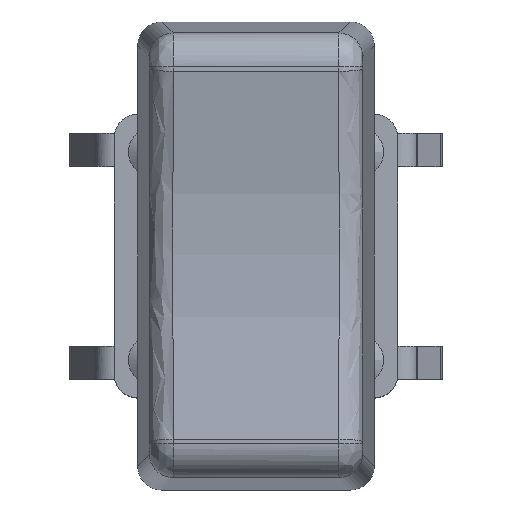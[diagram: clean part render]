
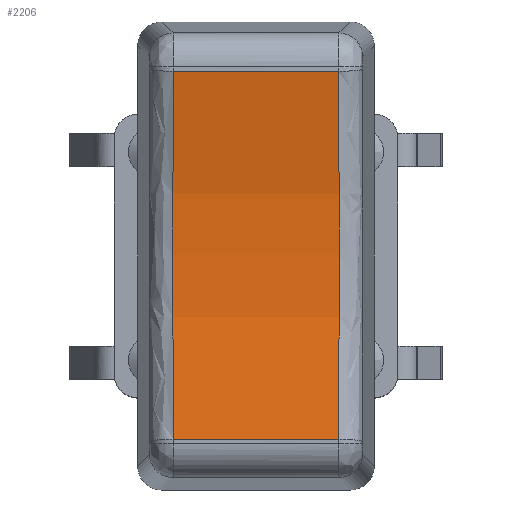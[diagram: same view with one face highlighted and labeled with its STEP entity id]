
A CAD part, top view. The second image highlights one B-rep face of the part: STEP entity #2206.
In plain terms, the highlighted cylindrical face has radius 20 mm (diameter 40 mm), a partial arc.
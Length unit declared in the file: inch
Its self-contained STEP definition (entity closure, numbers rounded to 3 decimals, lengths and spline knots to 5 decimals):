
#1649=CARTESIAN_POINT('',(-0.06879,-0.15321,0.52047));
#1650=VERTEX_POINT('',#1649);
#1651=CARTESIAN_POINT('',(-0.06879,0.15321,0.52047));
#1652=VERTEX_POINT('',#1651);
#1653=CARTESIAN_POINT('',(-0.04529,0.0,1.29282));
#1654=DIRECTION('',(1.,0.,-0.03));
#1655=DIRECTION('',(-0.03,0.,-1.));
#1656=AXIS2_PLACEMENT_3D('',#1653,#1654,#1655);
#1657=ELLIPSE('',#1656,0.78777,0.7874);
#1658=EDGE_CURVE('',#1650,#1652,#1657,.T.);
#1970=CARTESIAN_POINT('',(0.06879,0.15321,0.52047));
#1971=VERTEX_POINT('',#1970);
#1972=CARTESIAN_POINT('',(0.06879,-0.15321,0.52047));
#1973=VERTEX_POINT('',#1972);
#1974=CARTESIAN_POINT('',(0.04529,0.0,1.29282));
#1975=DIRECTION('',(-1.,0.,-0.03));
#1976=DIRECTION('',(0.03,0.,-1.));
#1977=AXIS2_PLACEMENT_3D('',#1974,#1975,#1976);
#1978=ELLIPSE('',#1977,0.78777,0.7874);
#1979=EDGE_CURVE('',#1971,#1973,#1978,.T.);
#2180=CARTESIAN_POINT('',(0.06879,-0.15321,0.52047));
#2181=DIRECTION('',(-1.0,0.0,0.0));
#2182=VECTOR('',#2181,0.13758);
#2183=LINE('',#2180,#2182);
#2184=EDGE_CURVE('',#1973,#1650,#2183,.T.);
#2190=CARTESIAN_POINT('',(0.07616,0.0,1.29282));
#2191=DIRECTION('',(-1.0,0.0,0.0));
#2192=DIRECTION('',(0.0,0.243,0.97));
#2193=AXIS2_PLACEMENT_3D('',#2190,#2191,#2192);
#2194=CYLINDRICAL_SURFACE('',#2193,0.7874);
#2195=ORIENTED_EDGE('',*,*,#1658,.F.);
#2196=ORIENTED_EDGE('',*,*,#2184,.F.);
#2197=ORIENTED_EDGE('',*,*,#1979,.F.);
#2198=CARTESIAN_POINT('',(-0.06879,0.15321,0.52047));
#2199=DIRECTION('',(1.0,0.0,0.0));
#2200=VECTOR('',#2199,0.13758);
#2201=LINE('',#2198,#2200);
#2202=EDGE_CURVE('',#1652,#1971,#2201,.T.);
#2203=ORIENTED_EDGE('',*,*,#2202,.F.);
#2204=EDGE_LOOP('',(#2195,#2196,#2197,#2203));
#2205=FACE_OUTER_BOUND('',#2204,.T.);
#2206=ADVANCED_FACE('',(#2205),#2194,.F.);
